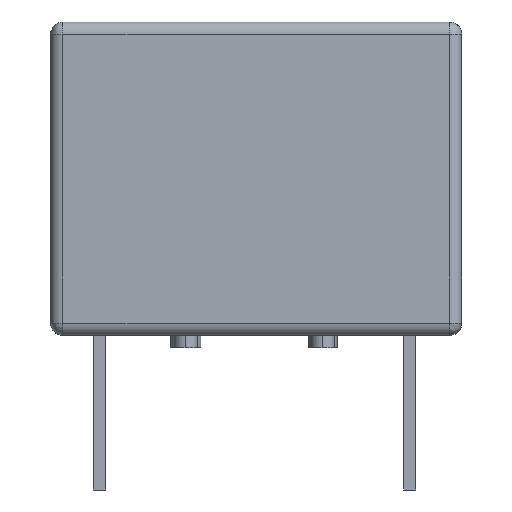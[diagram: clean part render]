
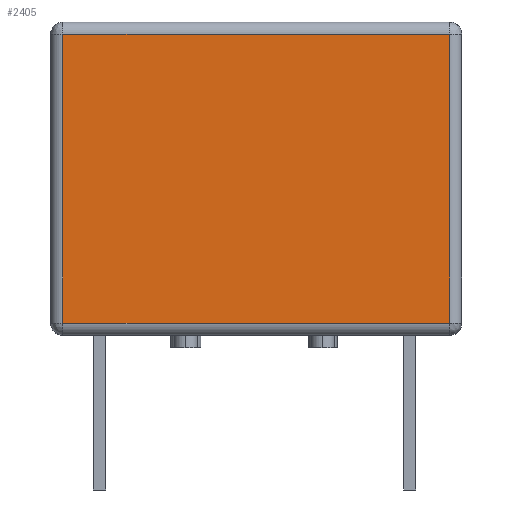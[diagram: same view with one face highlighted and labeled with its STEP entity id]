
A CAD part, left-side view. The second image highlights one B-rep face of the part: STEP entity #2405.
In plain terms, the highlighted free-form (B-spline) face has degree [1, 1] with [2, 2] control points.
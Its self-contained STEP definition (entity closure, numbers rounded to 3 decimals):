
#2405 = ADVANCED_FACE('',(#2406),#2436,.F.);
#2406 = FACE_BOUND('',#2407,.T.);
#2407 = EDGE_LOOP('',(#2408,#2417,#2424,#2431));
#2408 = ORIENTED_EDGE('',*,*,#2409,.T.);
#2409 = EDGE_CURVE('',#2410,#2412,#2414,.T.);
#2410 = VERTEX_POINT('',#2411);
#2411 = CARTESIAN_POINT('',(-10.1,-4.755,11.2));
#2412 = VERTEX_POINT('',#2413);
#2413 = CARTESIAN_POINT('',(-10.1,4.745,11.2));
#2414 = B_SPLINE_CURVE_WITH_KNOTS('',1,(#2415,#2416),.UNSPECIFIED.,.F.,
  .F.,(2,2),(-9.8,-0.3),.PIECEWISE_BEZIER_KNOTS.);
#2415 = CARTESIAN_POINT('',(-10.1,-4.755,11.2));
#2416 = CARTESIAN_POINT('',(-10.1,4.745,11.2));
#2417 = ORIENTED_EDGE('',*,*,#2418,.T.);
#2418 = EDGE_CURVE('',#2412,#2419,#2421,.T.);
#2419 = VERTEX_POINT('',#2420);
#2420 = CARTESIAN_POINT('',(-10.1,4.745,4.1));
#2421 = B_SPLINE_CURVE_WITH_KNOTS('',1,(#2422,#2423),.UNSPECIFIED.,.F.,
  .F.,(2,2),(0.3,7.4),.PIECEWISE_BEZIER_KNOTS.);
#2422 = CARTESIAN_POINT('',(-10.1,4.745,11.2));
#2423 = CARTESIAN_POINT('',(-10.1,4.745,4.1));
#2424 = ORIENTED_EDGE('',*,*,#2425,.T.);
#2425 = EDGE_CURVE('',#2419,#2426,#2428,.T.);
#2426 = VERTEX_POINT('',#2427);
#2427 = CARTESIAN_POINT('',(-10.1,-4.755,4.1));
#2428 = B_SPLINE_CURVE_WITH_KNOTS('',1,(#2429,#2430),.UNSPECIFIED.,.F.,
  .F.,(2,2),(0.3,9.8),.PIECEWISE_BEZIER_KNOTS.);
#2429 = CARTESIAN_POINT('',(-10.1,4.745,4.1));
#2430 = CARTESIAN_POINT('',(-10.1,-4.755,4.1));
#2431 = ORIENTED_EDGE('',*,*,#2432,.T.);
#2432 = EDGE_CURVE('',#2426,#2410,#2433,.T.);
#2433 = B_SPLINE_CURVE_WITH_KNOTS('',1,(#2434,#2435),.UNSPECIFIED.,.F.,
  .F.,(2,2),(-7.4,-0.3),.PIECEWISE_BEZIER_KNOTS.);
#2434 = CARTESIAN_POINT('',(-10.1,-4.755,4.1));
#2435 = CARTESIAN_POINT('',(-10.1,-4.755,11.2));
#2436 = B_SPLINE_SURFACE_WITH_KNOTS('',1,1,(
    (#2437,#2438)
    ,(#2439,#2440
    )),.UNSPECIFIED.,.F.,.F.,.F.,(2,2),(2,2),(0.3,7.4),(-9.8,-0.3),
  .PIECEWISE_BEZIER_KNOTS.);
#2437 = CARTESIAN_POINT('',(-10.1,-4.755,11.2));
#2438 = CARTESIAN_POINT('',(-10.1,4.745,11.2));
#2439 = CARTESIAN_POINT('',(-10.1,-4.755,4.1));
#2440 = CARTESIAN_POINT('',(-10.1,4.745,4.1));
